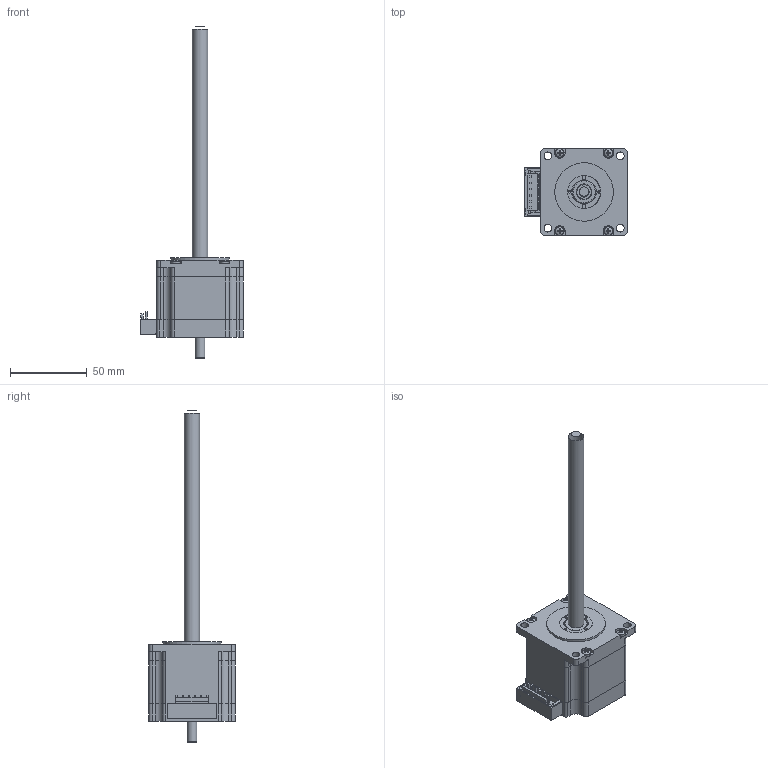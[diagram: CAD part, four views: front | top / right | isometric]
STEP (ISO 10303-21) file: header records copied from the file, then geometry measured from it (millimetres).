
FILE_DESCRIPTION(/* description */ (''),/* implementation_level */ '2;1');
FILE_NAME(/* name */ '零件1.stp',/* time_stamp */ '2020-09-21T08:56:23+08:00',/* author */ ('tao.xu'),/* organization */ (''),/* preprocessor_version */ 'ST-DEVELOPER v18',/* originating_system */ 'Autodesk Inventor 2020',/* authorisation */ '');
FILE_SCHEMA (('AUTOMOTIVE_DESIGN { 1 0 10303 214 3 1 1 }'));
Length unit declared in the file: millimetre
Products named in the file (1): 零件1
Bounding box: 66.9 x 56.54 x 216.2 mm (x, y, z)
Volume: 158627.7 mm3; surface area: 32768.7 mm2
Topology: 1 solids, 26 shells, 617 faces, 1656 edges, 1091 vertices
Faces by surface type: plane 413, cylinder 121, cone 59, torus 20, sphere 4
Full cylindrical faces by diameter (mm): 1.5 x2, 2 x2, 2.5 x10, 2.675 x4, 3 x4, 3.2 x4, 3.4 x6, 4.134 x1, 5 x4, 6 x2, 6.35 x1, 10 x1, 15 x2, 16 x1, 16.5 x1, 21.5 x2, 38.1 x1
Entity records: 20530 total; most frequent: CARTESIAN_POINT 4225, ORIENTED_EDGE 3300, DIRECTION 3206, EDGE_CURVE 1650, VERTEX_POINT 1093, LINE 1074, VECTOR 1074, AXIS2_PLACEMENT_3D 1066
